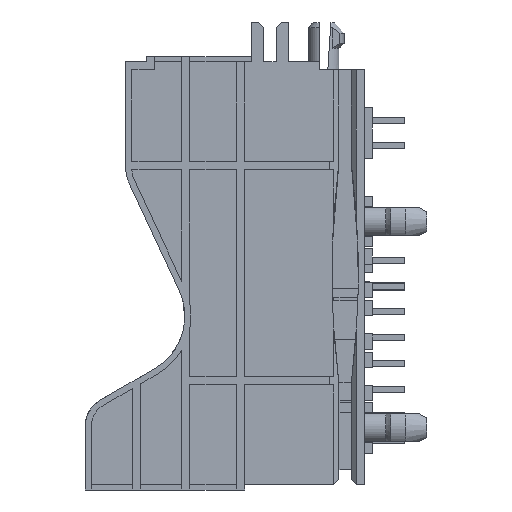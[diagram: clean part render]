
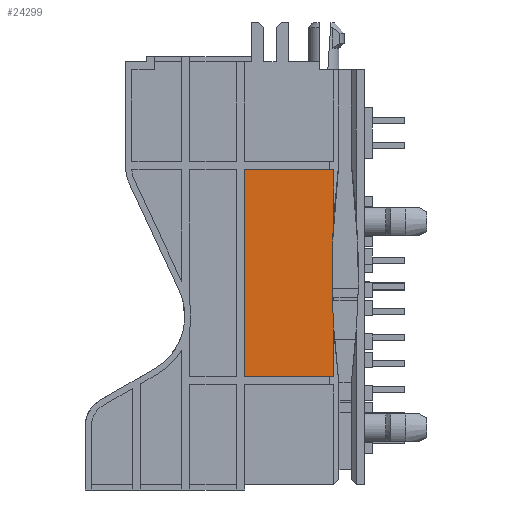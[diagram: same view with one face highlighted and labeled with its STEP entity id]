
A CAD part, left-side view. The second image highlights one B-rep face of the part: STEP entity #24299.
In plain terms, the highlighted planar face has unit normal (-1, 0, 0).
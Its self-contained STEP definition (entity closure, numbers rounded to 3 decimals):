
#228=CARTESIAN_POINT('',(-24.5,-111.3,-20.85));
#229=DIRECTION('',(-1.,0.,0.));
#230=DIRECTION('',(0.,0.998,0.068));
#231=AXIS2_PLACEMENT_3D('',#228,#229,#230);
#233=DIRECTION('',(0.,0.,1.));
#234=VECTOR('',#233,4.304);
#235=CARTESIAN_POINT('',(-24.5,-24.5,-31.05));
#236=LINE('',#235,#234);
#237=DIRECTION('',(0.,1.,0.));
#238=VECTOR('',#237,8.8);
#239=CARTESIAN_POINT('',(-24.5,-24.5,-31.05));
#240=LINE('',#239,#238);
#241=DIRECTION('',(0.,0.,1.));
#242=VECTOR('',#241,20.4);
#243=CARTESIAN_POINT('',(-24.5,-15.7,-31.05));
#244=LINE('',#243,#242);
#245=DIRECTION('',(0.,-1.,0.));
#246=VECTOR('',#245,8.8);
#247=CARTESIAN_POINT('',(-24.5,-15.7,-10.65));
#248=LINE('',#247,#246);
#249=DIRECTION('',(0.,0.,1.));
#250=VECTOR('',#249,4.304);
#251=CARTESIAN_POINT('',(-24.5,-24.5,-14.954));
#252=LINE('',#251,#250);
#18552=CARTESIAN_POINT('',(-24.5,-15.7,-31.05));
#18553=CARTESIAN_POINT('',(-24.5,-15.7,-10.65));
#18554=VERTEX_POINT('',#18552);
#18555=VERTEX_POINT('',#18553);
#19240=CARTESIAN_POINT('',(-24.5,-24.5,-31.05));
#19241=VERTEX_POINT('',#19240);
#19242=CARTESIAN_POINT('',(-24.5,-24.5,-10.65));
#19243=VERTEX_POINT('',#19242);
#19277=CARTESIAN_POINT('',(-24.5,-24.5,-14.954));
#19278=CARTESIAN_POINT('',(-24.5,-24.5,-26.746));
#19279=VERTEX_POINT('',#19277);
#19280=VERTEX_POINT('',#19278);
#24280=CARTESIAN_POINT('',(-24.5,0.,0.));
#24281=DIRECTION('',(1.,0.,0.));
#24282=DIRECTION('',(0.,0.,-1.));
#24283=AXIS2_PLACEMENT_3D('',#24280,#24281,#24282);
#24284=PLANE('',#24283);
#24286=ORIENTED_EDGE('',*,*,#24285,.T.);
#24288=ORIENTED_EDGE('',*,*,#24287,.F.);
#24290=ORIENTED_EDGE('',*,*,#24289,.T.);
#24292=ORIENTED_EDGE('',*,*,#24291,.T.);
#24294=ORIENTED_EDGE('',*,*,#24293,.T.);
#24296=ORIENTED_EDGE('',*,*,#24295,.F.);
#24297=EDGE_LOOP('',(#24286,#24288,#24290,#24292,#24294,#24296));
#24298=FACE_OUTER_BOUND('',#24297,.F.);
#24299=ADVANCED_FACE('',(#24298),#24284,.F.);
#232=CIRCLE('',#231,87.);
#24285=EDGE_CURVE('',#19279,#19280,#232,.T.);
#24287=EDGE_CURVE('',#19241,#19280,#236,.T.);
#24289=EDGE_CURVE('',#19241,#18554,#240,.T.);
#24291=EDGE_CURVE('',#18554,#18555,#244,.T.);
#24293=EDGE_CURVE('',#18555,#19243,#248,.T.);
#24295=EDGE_CURVE('',#19279,#19243,#252,.T.);
